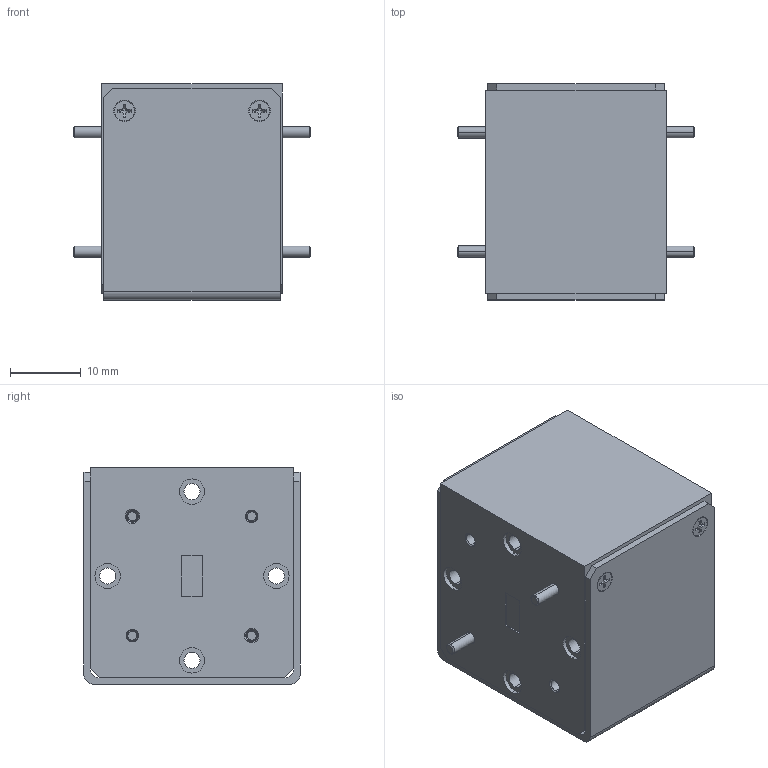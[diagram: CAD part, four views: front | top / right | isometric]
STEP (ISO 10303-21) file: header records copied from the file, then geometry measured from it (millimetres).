
FILE_DESCRIPTION (( 'STEP AP203' ), '1' );
FILE_NAME ('SNW-3834130518-22-IJ-V.STEP', '2019-03-27T22:00:33', ( '' ), ( '' ), 'SwSTEP 2.0', 'SolidWorks 2016', '' );
FILE_SCHEMA (( 'CONFIG_CONTROL_DESIGN' ));
Length unit declared in the file: millimetre
Products named in the file (1): SNW-3834130518-22-IJ-V
Bounding box: 33.53 x 30.48 x 30.48 mm (x, y, z)
Surface area: 7669.2 mm2 (no closed solid volume)
Topology: 0 solids, 10 shells, 229 faces, 610 edges, 396 vertices
Faces by surface type: plane 109, cylinder 72, cone 48
Entity records: 7268 total; most frequent: CARTESIAN_POINT 1580, DIRECTION 1178, ORIENTED_EDGE 1132, EDGE_CURVE 602, AXIS2_PLACEMENT_3D 442, VERTEX_POINT 396, VECTOR 294, LINE 294
